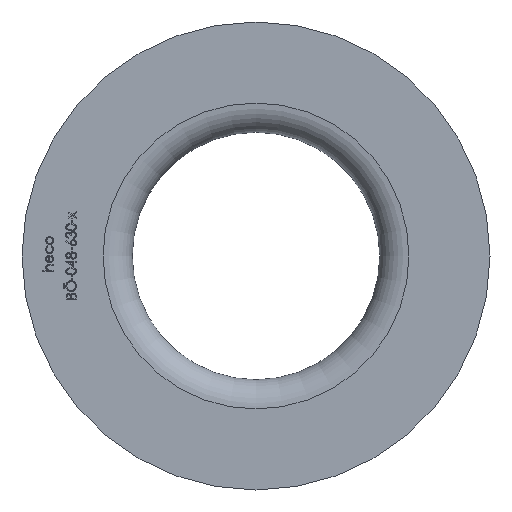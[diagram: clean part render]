
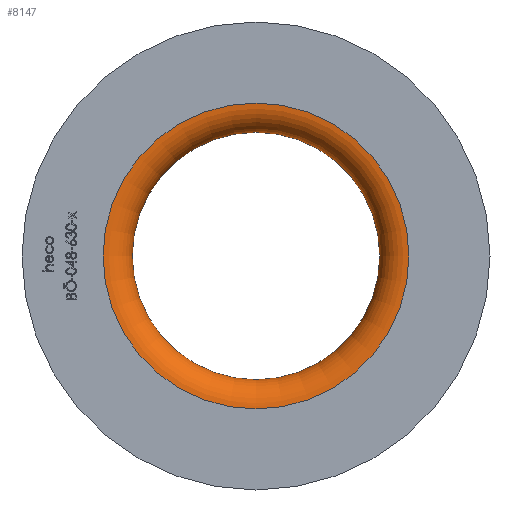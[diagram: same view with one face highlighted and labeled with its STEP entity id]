
A CAD part, left-side view. The second image highlights one B-rep face of the part: STEP entity #8147.
In plain terms, the highlighted toroidal (fillet/blend) face has major radius 26.15 mm and minor radius 5 mm.
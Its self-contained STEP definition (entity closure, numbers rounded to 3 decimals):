
#737 = CARTESIAN_POINT ( 'NONE',  ( 5., 0., -21.15 ) ) ;
#1132 = ORIENTED_EDGE ( 'NONE', *, *, #6349, .F. ) ;
#2396 = AXIS2_PLACEMENT_3D ( 'NONE', #12368, #4388, #4224 ) ;
#3292 = VERTEX_POINT ( 'NONE', #737 ) ;
#3543 = CARTESIAN_POINT ( 'NONE',  ( 0., 0., 0. ) ) ;
#4030 = EDGE_LOOP ( 'NONE', ( #11159 ) ) ;
#4224 = DIRECTION ( 'NONE',  ( 0., 0., -1. ) ) ;
#4281 = CIRCLE ( 'NONE', #8475, 21.15 ) ;
#4388 = DIRECTION ( 'NONE',  ( 1., 0., 0. ) ) ;
#4504 = VERTEX_POINT ( 'NONE', #11703 ) ;
#6046 = EDGE_CURVE ( 'NONE', #4504, #4504, #6151, .T. ) ;
#6151 = CIRCLE ( 'NONE', #15358, 26.15 ) ;
#6349 = EDGE_CURVE ( 'NONE', #3292, #3292, #4281, .T. ) ;
#6939 = FACE_OUTER_BOUND ( 'NONE', #4030, .T. ) ;
#6943 = DIRECTION ( 'NONE',  ( -1., 0., 0. ) ) ;
#8147 = ADVANCED_FACE ( 'NONE', ( #6939, #9324 ), #10254, .T. ) ;
#8475 = AXIS2_PLACEMENT_3D ( 'NONE', #9408, #6943, #10735 ) ;
#9324 = FACE_OUTER_BOUND ( 'NONE', #14846, .T. ) ;
#9408 = CARTESIAN_POINT ( 'NONE',  ( 5., 0., 0. ) ) ;
#10254 = TOROIDAL_SURFACE ( 'NONE', #2396, 26.15, 5. ) ;
#10735 = DIRECTION ( 'NONE',  ( 0., 0., -1. ) ) ;
#11159 = ORIENTED_EDGE ( 'NONE', *, *, #6046, .F. ) ;
#11703 = CARTESIAN_POINT ( 'NONE',  ( 0., 0., -26.15 ) ) ;
#12368 = CARTESIAN_POINT ( 'NONE',  ( 5., 0., 0. ) ) ;
#13327 = DIRECTION ( 'NONE',  ( 1., 0., 0. ) ) ;
#13412 = DIRECTION ( 'NONE',  ( 0., 0., -1. ) ) ;
#14846 = EDGE_LOOP ( 'NONE', ( #1132 ) ) ;
#15358 = AXIS2_PLACEMENT_3D ( 'NONE', #3543, #13327, #13412 ) ;
